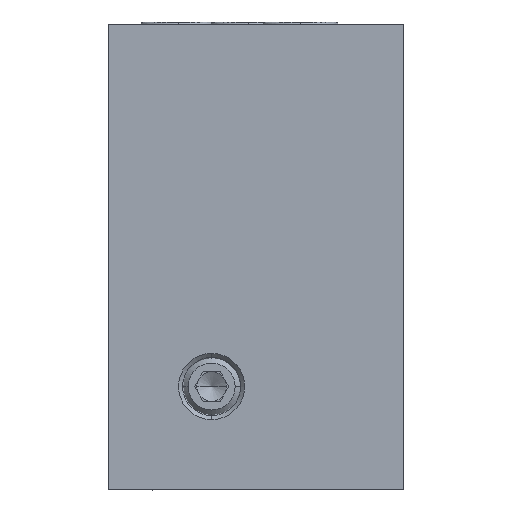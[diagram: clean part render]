
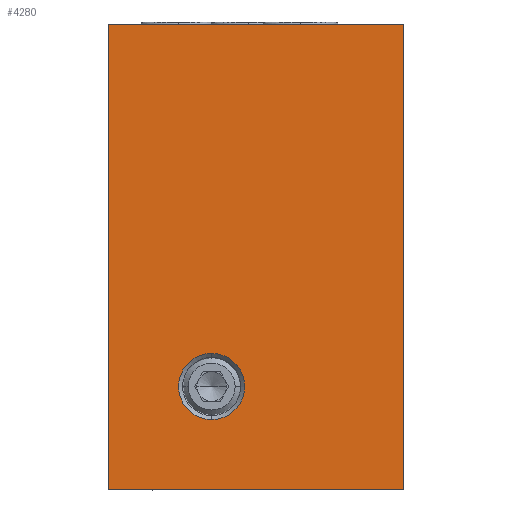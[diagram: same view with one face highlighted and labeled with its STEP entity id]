
A CAD part, left-side view. The second image highlights one B-rep face of the part: STEP entity #4280.
In plain terms, the highlighted planar face has unit normal (-1, 0, 0).
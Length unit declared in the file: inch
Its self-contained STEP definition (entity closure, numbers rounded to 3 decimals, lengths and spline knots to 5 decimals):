
#9=DIRECTION('',(0.,-1.,0.));
#10=VECTOR('',#9,2.5);
#11=CARTESIAN_POINT('',(0.,0.,0.));
#12=LINE('',#11,#10);
#1561=DIRECTION('',(0.,0.,1.));
#1562=VECTOR('',#1561,3.938);
#1563=CARTESIAN_POINT('',(0.,0.,0.));
#1564=LINE('',#1563,#1562);
#1565=CARTESIAN_POINT('',(0.,-0.875,0.875));
#1566=DIRECTION('',(1.,0.,0.));
#1567=DIRECTION('',(0.,0.,-1.));
#1568=AXIS2_PLACEMENT_3D('',#1565,#1566,#1567);
#1570=CARTESIAN_POINT('',(0.,-0.875,0.875));
#1571=DIRECTION('',(1.,0.,0.));
#1572=DIRECTION('',(0.,0.,1.));
#1573=AXIS2_PLACEMENT_3D('',#1570,#1571,#1572);
#1677=DIRECTION('',(0.,-1.,0.));
#1678=VECTOR('',#1677,2.5);
#1679=CARTESIAN_POINT('',(0.,0.,3.938));
#1680=LINE('',#1679,#1678);
#2931=DIRECTION('',(0.,0.,1.));
#2932=VECTOR('',#2931,3.938);
#2933=CARTESIAN_POINT('',(0.,-2.5,0.));
#2934=LINE('',#2933,#2932);
#2943=CARTESIAN_POINT('',(0.,0.,0.));
#2944=CARTESIAN_POINT('',(0.,-2.5,0.));
#2945=VERTEX_POINT('',#2943);
#2946=VERTEX_POINT('',#2944);
#2947=CARTESIAN_POINT('',(0.,0.,3.938));
#2948=CARTESIAN_POINT('',(0.,-2.5,3.938));
#2949=VERTEX_POINT('',#2947);
#2950=VERTEX_POINT('',#2948);
#3194=CARTESIAN_POINT('',(0.,-0.875,0.595));
#3195=CARTESIAN_POINT('',(0.,-0.875,1.155));
#3196=VERTEX_POINT('',#3194);
#3197=VERTEX_POINT('',#3195);
#4261=CARTESIAN_POINT('',(0.,0.,0.));
#4262=DIRECTION('',(-1.,0.,0.));
#4263=DIRECTION('',(0.,-1.,0.));
#4264=AXIS2_PLACEMENT_3D('',#4261,#4262,#4263);
#4265=PLANE('',#4264);
#4266=ORIENTED_EDGE('',*,*,#3324,.F.);
#4268=ORIENTED_EDGE('',*,*,#4267,.T.);
#4270=ORIENTED_EDGE('',*,*,#4269,.T.);
#4272=ORIENTED_EDGE('',*,*,#4271,.F.);
#4273=EDGE_LOOP('',(#4266,#4268,#4270,#4272));
#4274=FACE_OUTER_BOUND('',#4273,.F.);
#4275=ORIENTED_EDGE('',*,*,#4251,.F.);
#4277=ORIENTED_EDGE('',*,*,#4276,.F.);
#4278=EDGE_LOOP('',(#4275,#4277));
#4279=FACE_BOUND('',#4278,.F.);
#4280=ADVANCED_FACE('',(#4274,#4279),#4265,.T.);
#1569=CIRCLE('',#1568,0.28);
#1574=CIRCLE('',#1573,0.28);
#3324=EDGE_CURVE('',#2945,#2946,#12,.T.);
#4251=EDGE_CURVE('',#3196,#3197,#1569,.T.);
#4267=EDGE_CURVE('',#2945,#2949,#1564,.T.);
#4269=EDGE_CURVE('',#2949,#2950,#1680,.T.);
#4271=EDGE_CURVE('',#2946,#2950,#2934,.T.);
#4276=EDGE_CURVE('',#3197,#3196,#1574,.T.);
